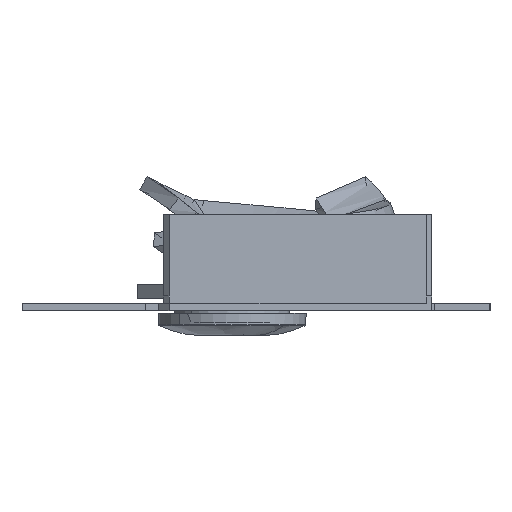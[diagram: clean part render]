
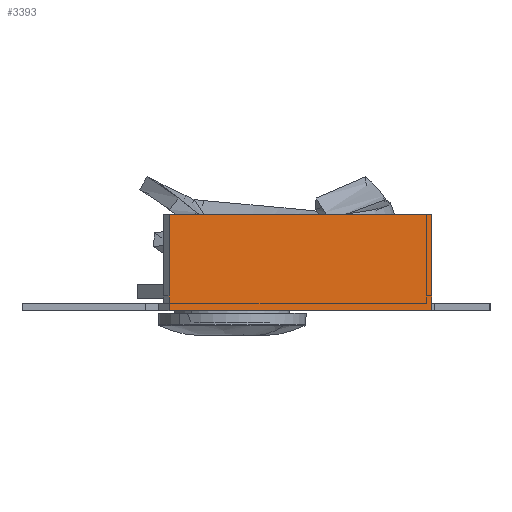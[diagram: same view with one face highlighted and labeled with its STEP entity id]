
A CAD part, left-side view. The second image highlights one B-rep face of the part: STEP entity #3393.
In plain terms, the highlighted planar face has unit normal (-0.707, -0.707, 0).
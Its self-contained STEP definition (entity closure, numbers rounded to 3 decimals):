
#47 = CARTESIAN_POINT ( 'NONE',  ( -340.787, 43.209, 1. ) ) ;
#143 = LINE ( 'NONE', #1238, #3086 ) ;
#311 = EDGE_CURVE ( 'NONE', #3133, #641, #3533, .T. ) ;
#348 = VERTEX_POINT ( 'NONE', #47 ) ;
#384 = VECTOR ( 'NONE', #454, 1000. ) ;
#454 = DIRECTION ( 'NONE',  ( 0.707, -0.707, 0. ) ) ;
#614 = VERTEX_POINT ( 'NONE', #2208 ) ;
#641 = VERTEX_POINT ( 'NONE', #810 ) ;
#810 = CARTESIAN_POINT ( 'NONE',  ( -305.432, 7.854, 12. ) ) ;
#966 = EDGE_CURVE ( 'NONE', #348, #4181, #1572, .T. ) ;
#1105 = CARTESIAN_POINT ( 'NONE',  ( -305.432, 7.854, -1. ) ) ;
#1238 = CARTESIAN_POINT ( 'NONE',  ( -340.787, 43.209, 12. ) ) ;
#1424 = CARTESIAN_POINT ( 'NONE',  ( -319.36, 21.781, -1. ) ) ;
#1569 = LINE ( 'NONE', #1424, #5118 ) ;
#1572 = LINE ( 'NONE', #3656, #3527 ) ;
#1656 = EDGE_LOOP ( 'NONE', ( #2624, #2017, #4435, #3391, #3276, #3148 ) ) ;
#1768 = DIRECTION ( 'NONE',  ( 0.707, -0.707, 0. ) ) ;
#1918 = VERTEX_POINT ( 'NONE', #1105 ) ;
#1943 = VECTOR ( 'NONE', #4215, 1000. ) ;
#2017 = ORIENTED_EDGE ( 'NONE', *, *, #966, .T. ) ;
#2081 = VECTOR ( 'NONE', #3969, 1000. ) ;
#2208 = CARTESIAN_POINT ( 'NONE',  ( -305.432, 7.854, 1. ) ) ;
#2582 = CARTESIAN_POINT ( 'NONE',  ( -305.432, 7.854, 12. ) ) ;
#2590 = AXIS2_PLACEMENT_3D ( 'NONE', #2582, #5035, #3032 ) ;
#2624 = ORIENTED_EDGE ( 'NONE', *, *, #3602, .F. ) ;
#2756 = CARTESIAN_POINT ( 'NONE',  ( -305.432, 7.854, 0. ) ) ;
#3008 = EDGE_CURVE ( 'NONE', #4181, #1918, #1569, .T. ) ;
#3032 = DIRECTION ( 'NONE',  ( 0.707, -0.707, 0. ) ) ;
#3086 = VECTOR ( 'NONE', #4224, 1000. ) ;
#3133 = VERTEX_POINT ( 'NONE', #4449 ) ;
#3135 = LINE ( 'NONE', #2756, #2081 ) ;
#3148 = ORIENTED_EDGE ( 'NONE', *, *, #311, .F. ) ;
#3276 = ORIENTED_EDGE ( 'NONE', *, *, #3974, .F. ) ;
#3368 = CARTESIAN_POINT ( 'NONE',  ( -340.787, 43.209, -1. ) ) ;
#3391 = ORIENTED_EDGE ( 'NONE', *, *, #4270, .F. ) ;
#3393 = ADVANCED_FACE ( 'NONE', ( #3463 ), #3794, .F. ) ;
#3463 = FACE_OUTER_BOUND ( 'NONE', #1656, .T. ) ;
#3527 = VECTOR ( 'NONE', #3674, 1000. ) ;
#3533 = LINE ( 'NONE', #4000, #384 ) ;
#3602 = EDGE_CURVE ( 'NONE', #348, #3133, #143, .T. ) ;
#3656 = CARTESIAN_POINT ( 'NONE',  ( -340.787, 43.209, 1. ) ) ;
#3674 = DIRECTION ( 'NONE',  ( 0., 0., -1. ) ) ;
#3794 = PLANE ( 'NONE',  #2590 ) ;
#3863 = CARTESIAN_POINT ( 'NONE',  ( -305.432, 7.854, 12. ) ) ;
#3969 = DIRECTION ( 'NONE',  ( 0., 0., -1. ) ) ;
#3974 = EDGE_CURVE ( 'NONE', #641, #614, #3135, .T. ) ;
#4000 = CARTESIAN_POINT ( 'NONE',  ( -305.432, 7.854, 12. ) ) ;
#4181 = VERTEX_POINT ( 'NONE', #3368 ) ;
#4215 = DIRECTION ( 'NONE',  ( 0., 0., -1. ) ) ;
#4224 = DIRECTION ( 'NONE',  ( 0., 0., 1. ) ) ;
#4270 = EDGE_CURVE ( 'NONE', #614, #1918, #4991, .T. ) ;
#4435 = ORIENTED_EDGE ( 'NONE', *, *, #3008, .T. ) ;
#4449 = CARTESIAN_POINT ( 'NONE',  ( -340.787, 43.209, 12. ) ) ;
#4991 = LINE ( 'NONE', #3863, #1943 ) ;
#5035 = DIRECTION ( 'NONE',  ( 0.707, 0.707, 0. ) ) ;
#5118 = VECTOR ( 'NONE', #1768, 1000. ) ;
